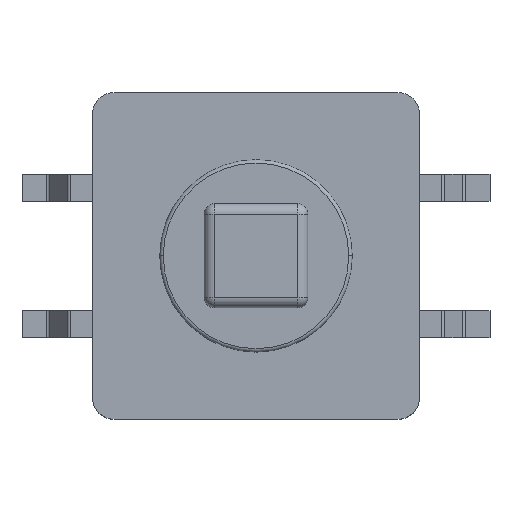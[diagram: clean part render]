
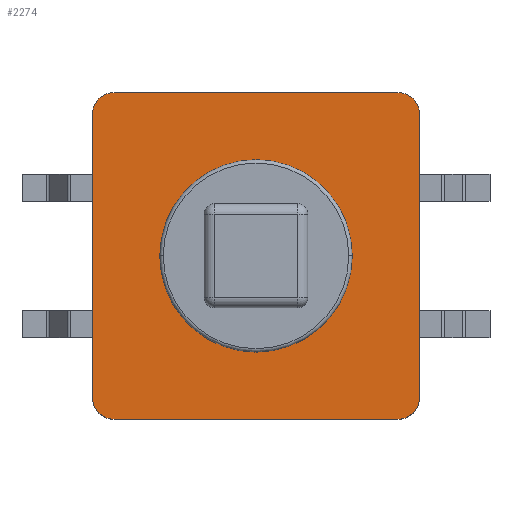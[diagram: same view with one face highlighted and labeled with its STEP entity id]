
A CAD part, top view. The second image highlights one B-rep face of the part: STEP entity #2274.
In plain terms, the highlighted planar face has unit normal (0, 0, 1).
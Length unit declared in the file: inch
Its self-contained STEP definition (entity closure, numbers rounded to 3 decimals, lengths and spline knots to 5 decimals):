
#677=CARTESIAN_POINT('',(-0.20475,0.20475,0.138));
#678=DIRECTION('',(0.,0.,1.));
#679=DIRECTION('',(0.,1.,0.));
#680=AXIS2_PLACEMENT_3D('',#677,#678,#679);
#682=DIRECTION('',(-1.,0.,0.));
#683=VECTOR('',#682,0.4095);
#684=CARTESIAN_POINT('',(0.20475,0.236,0.138));
#685=LINE('',#684,#683);
#686=CARTESIAN_POINT('',(0.20475,0.20475,0.138));
#687=DIRECTION('',(0.,0.,1.));
#688=DIRECTION('',(1.,0.,0.));
#689=AXIS2_PLACEMENT_3D('',#686,#687,#688);
#691=DIRECTION('',(0.,1.,0.));
#692=VECTOR('',#691,0.4095);
#693=CARTESIAN_POINT('',(0.236,-0.20475,0.138));
#694=LINE('',#693,#692);
#695=CARTESIAN_POINT('',(0.20475,-0.20475,0.138));
#696=DIRECTION('',(0.,0.,1.));
#697=DIRECTION('',(0.,-1.,0.));
#698=AXIS2_PLACEMENT_3D('',#695,#696,#697);
#700=DIRECTION('',(1.,0.,0.));
#701=VECTOR('',#700,0.4095);
#702=CARTESIAN_POINT('',(-0.20475,-0.236,0.138));
#703=LINE('',#702,#701);
#704=CARTESIAN_POINT('',(-0.20475,-0.20475,0.138));
#705=DIRECTION('',(0.,0.,1.));
#706=DIRECTION('',(-1.,0.,0.));
#707=AXIS2_PLACEMENT_3D('',#704,#705,#706);
#709=DIRECTION('',(0.,-1.,0.));
#710=VECTOR('',#709,0.4095);
#711=CARTESIAN_POINT('',(-0.236,0.20475,0.138));
#712=LINE('',#711,#710);
#713=CARTESIAN_POINT('',(0.,0.,0.138));
#714=DIRECTION('',(0.,0.,1.));
#715=DIRECTION('',(1.,0.,0.));
#716=AXIS2_PLACEMENT_3D('',#713,#714,#715);
#718=CARTESIAN_POINT('',(0.,0.,0.138));
#719=DIRECTION('',(0.,0.,1.));
#720=DIRECTION('',(-1.,0.,0.));
#721=AXIS2_PLACEMENT_3D('',#718,#719,#720);
#985=CARTESIAN_POINT('',(-0.20475,0.236,0.138));
#986=CARTESIAN_POINT('',(-0.236,0.20475,0.138));
#987=VERTEX_POINT('',#985);
#988=VERTEX_POINT('',#986);
#989=CARTESIAN_POINT('',(-0.236,-0.20475,0.138));
#990=VERTEX_POINT('',#989);
#991=CARTESIAN_POINT('',(-0.20475,-0.236,0.138));
#992=VERTEX_POINT('',#991);
#993=CARTESIAN_POINT('',(0.20475,-0.236,0.138));
#994=VERTEX_POINT('',#993);
#995=CARTESIAN_POINT('',(0.236,-0.20475,0.138));
#996=VERTEX_POINT('',#995);
#997=CARTESIAN_POINT('',(0.236,0.20475,0.138));
#998=VERTEX_POINT('',#997);
#999=CARTESIAN_POINT('',(0.20475,0.236,0.138));
#1000=VERTEX_POINT('',#999);
#1001=CARTESIAN_POINT('',(0.139,0.,0.138));
#1002=CARTESIAN_POINT('',(-0.139,0.,0.138));
#1003=VERTEX_POINT('',#1001);
#1004=VERTEX_POINT('',#1002);
#2253=CARTESIAN_POINT('',(0.,0.,0.138));
#2254=DIRECTION('',(0.,0.,1.));
#2255=DIRECTION('',(1.,0.,0.));
#2256=AXIS2_PLACEMENT_3D('',#2253,#2254,#2255);
#2257=PLANE('',#2256);
#2258=ORIENTED_EDGE('',*,*,#1293,.F.);
#2259=ORIENTED_EDGE('',*,*,#1308,.F.);
#2260=ORIENTED_EDGE('',*,*,#1322,.F.);
#2261=ORIENTED_EDGE('',*,*,#1336,.F.);
#2262=ORIENTED_EDGE('',*,*,#1778,.F.);
#2263=ORIENTED_EDGE('',*,*,#1792,.F.);
#2264=ORIENTED_EDGE('',*,*,#1806,.F.);
#2265=ORIENTED_EDGE('',*,*,#1819,.F.);
#2266=EDGE_LOOP('',(#2258,#2259,#2260,#2261,#2262,#2263,#2264,#2265));
#2267=FACE_OUTER_BOUND('',#2266,.F.);
#2269=ORIENTED_EDGE('',*,*,#2268,.T.);
#2271=ORIENTED_EDGE('',*,*,#2270,.T.);
#2272=EDGE_LOOP('',(#2269,#2271));
#2273=FACE_BOUND('',#2272,.F.);
#2274=ADVANCED_FACE('',(#2267,#2273),#2257,.T.);
#681=CIRCLE('',#680,0.03125);
#690=CIRCLE('',#689,0.03125);
#699=CIRCLE('',#698,0.03125);
#708=CIRCLE('',#707,0.03125);
#717=CIRCLE('',#716,0.139);
#722=CIRCLE('',#721,0.139);
#1293=EDGE_CURVE('',#987,#988,#681,.T.);
#1308=EDGE_CURVE('',#1000,#987,#685,.T.);
#1322=EDGE_CURVE('',#998,#1000,#690,.T.);
#1336=EDGE_CURVE('',#996,#998,#694,.T.);
#1778=EDGE_CURVE('',#994,#996,#699,.T.);
#1792=EDGE_CURVE('',#992,#994,#703,.T.);
#1806=EDGE_CURVE('',#990,#992,#708,.T.);
#1819=EDGE_CURVE('',#988,#990,#712,.T.);
#2268=EDGE_CURVE('',#1003,#1004,#717,.T.);
#2270=EDGE_CURVE('',#1004,#1003,#722,.T.);
